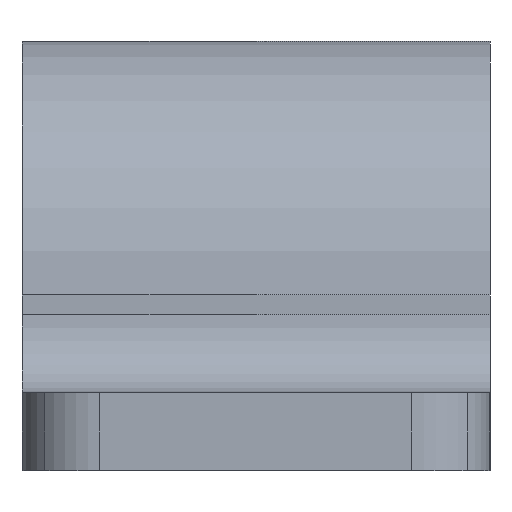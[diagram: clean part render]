
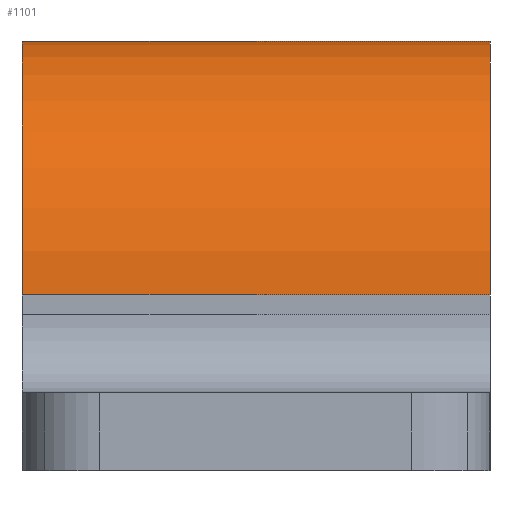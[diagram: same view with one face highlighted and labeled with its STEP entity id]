
A CAD part, left-side view. The second image highlights one B-rep face of the part: STEP entity #1101.
In plain terms, the highlighted cylindrical face has radius 3.25 mm (diameter 6.5 mm), a partial arc.
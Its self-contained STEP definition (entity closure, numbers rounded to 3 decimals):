
#445=CARTESIAN_POINT('',(-3.25,6.,2.25));
#446=VERTEX_POINT('',#445);
#453=CARTESIAN_POINT('',(3.25,6.,2.25));
#454=VERTEX_POINT('',#453);
#455=CARTESIAN_POINT('',(0.0,6.,2.25));
#456=DIRECTION('',(0.0,-1.0,0.0));
#457=DIRECTION('',(-1.0,0.0,0.0));
#458=AXIS2_PLACEMENT_3D('',#455,#456,#457);
#459=CIRCLE('',#458,3.25);
#460=EDGE_CURVE('',#454,#446,#459,.T.);
#1059=CARTESIAN_POINT('',(3.25,0.0,2.25));
#1060=VERTEX_POINT('',#1059);
#1061=CARTESIAN_POINT('',(3.25,0.0,2.25));
#1062=DIRECTION('',(0.0,1.0,0.0));
#1063=VECTOR('',#1062,6.);
#1064=LINE('',#1061,#1063);
#1065=EDGE_CURVE('',#1060,#454,#1064,.T.);
#1077=CARTESIAN_POINT('',(0.0,0.0,2.25));
#1078=DIRECTION('',(0.0,1.0,0.0));
#1079=DIRECTION('',(-1.0,0.0,0.0));
#1080=AXIS2_PLACEMENT_3D('',#1077,#1078,#1079);
#1081=CYLINDRICAL_SURFACE('',#1080,3.25);
#1082=ORIENTED_EDGE('',*,*,#460,.T.);
#1083=CARTESIAN_POINT('',(-3.25,0.0,2.25));
#1084=VERTEX_POINT('',#1083);
#1085=CARTESIAN_POINT('',(-3.25,0.0,2.25));
#1086=DIRECTION('',(0.0,1.0,0.0));
#1087=VECTOR('',#1086,6.);
#1088=LINE('',#1085,#1087);
#1089=EDGE_CURVE('',#1084,#446,#1088,.T.);
#1090=ORIENTED_EDGE('',*,*,#1089,.F.);
#1091=CARTESIAN_POINT('',(0.0,0.0,2.25));
#1092=DIRECTION('',(0.0,1.0,0.0));
#1093=DIRECTION('',(-1.0,0.0,0.0));
#1094=AXIS2_PLACEMENT_3D('',#1091,#1092,#1093);
#1095=CIRCLE('',#1094,3.25);
#1096=EDGE_CURVE('',#1084,#1060,#1095,.T.);
#1097=ORIENTED_EDGE('',*,*,#1096,.T.);
#1098=ORIENTED_EDGE('',*,*,#1065,.T.);
#1099=EDGE_LOOP('',(#1082,#1090,#1097,#1098));
#1100=FACE_OUTER_BOUND('',#1099,.T.);
#1101=ADVANCED_FACE('',(#1100),#1081,.T.);
